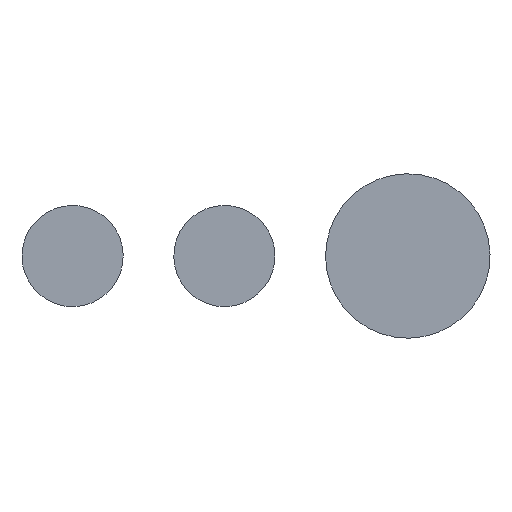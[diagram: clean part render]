
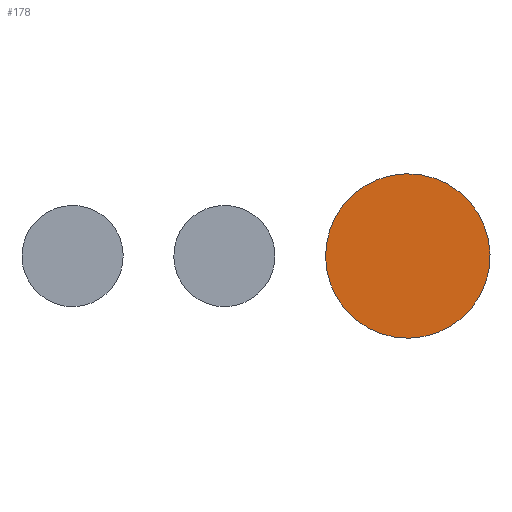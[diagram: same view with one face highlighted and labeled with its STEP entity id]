
A CAD part, front view. The second image highlights one B-rep face of the part: STEP entity #178.
In plain terms, the highlighted planar face has unit normal (0, -1, 0).
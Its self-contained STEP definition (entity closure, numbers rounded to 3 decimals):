
#106=CARTESIAN_POINT('Vertex',(31.163,-5.,57.043)) ;
#109=CARTESIAN_POINT('Axis2P3D Location',(0.,-5.,0.)) ;
#113=CARTESIAN_POINT('Vertex',(-31.163,-5.,-57.043)) ;
#133=CARTESIAN_POINT('Axis2P3D Location',(0.,-5.,0.)) ;
#169=CARTESIAN_POINT('Axis2P3D Location',(0.,-5.,65.)) ;
#110=DIRECTION('Axis2P3D Direction',(0.,1.,0.)) ;
#134=DIRECTION('Axis2P3D Direction',(0.,1.,0.)) ;
#170=DIRECTION('Axis2P3D Direction',(-0.,1.,0.)) ;
#171=DIRECTION('Axis2P3D XDirection',(1.,0.,0.)) ;
#111=AXIS2_PLACEMENT_3D('Circle Axis2P3D',#109,#110,$) ;
#135=AXIS2_PLACEMENT_3D('Circle Axis2P3D',#133,#134,$) ;
#172=AXIS2_PLACEMENT_3D('Plane Axis2P3D',#169,#170,#171) ;
#112=CIRCLE('generated circle',#111,65.) ;
#136=CIRCLE('generated circle',#135,65.) ;
#173=PLANE('',#172) ;
#115=EDGE_CURVE('',#107,#114,#112,.T.) ;
#137=EDGE_CURVE('',#114,#107,#136,.T.) ;
#175=ORIENTED_EDGE('',*,*,#115,.F.) ;
#176=ORIENTED_EDGE('',*,*,#137,.F.) ;
#174=EDGE_LOOP('',(#175,#176)) ;
#107=VERTEX_POINT('',#106) ;
#114=VERTEX_POINT('',#113) ;
#178=ADVANCED_FACE('Product1_AllCATPart.1\\Manopola Thermo GS.1\\PartBody',(#177),#173,.F.) ;
#177=FACE_OUTER_BOUND('',#174,.T.) ;
